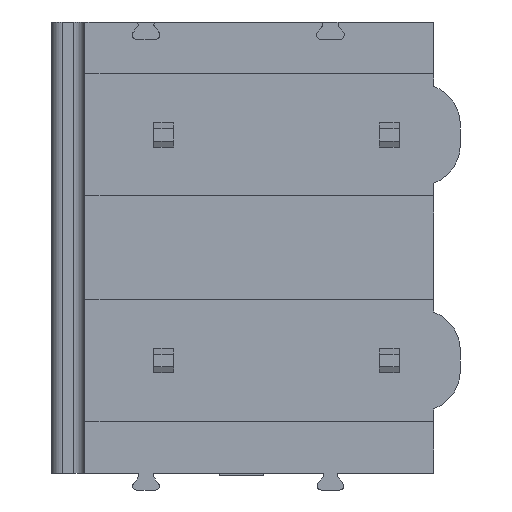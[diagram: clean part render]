
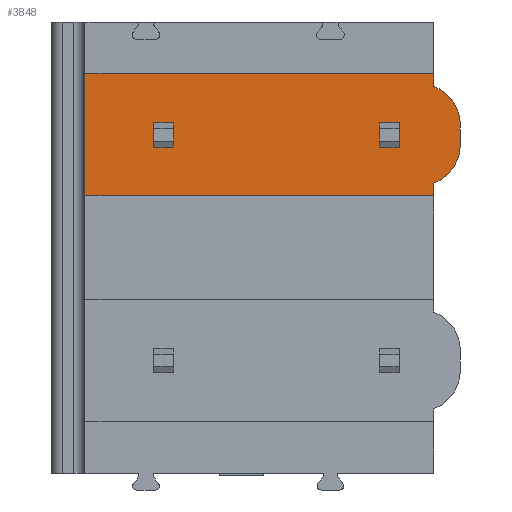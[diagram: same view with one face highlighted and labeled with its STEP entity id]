
A CAD part, front view. The second image highlights one B-rep face of the part: STEP entity #3848.
In plain terms, the highlighted planar face has unit normal (0, -1, 0).
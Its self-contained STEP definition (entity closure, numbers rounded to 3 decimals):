
#316=DIRECTION('',(0.,0.,-1.));
#317=VECTOR('',#316,5.5);
#318=CARTESIAN_POINT('',(-7.1,-14.15,12.91));
#319=LINE('',#318,#317);
#340=DIRECTION('',(1.,0.,0.));
#341=VECTOR('',#340,15.7);
#342=CARTESIAN_POINT('',(-7.1,-14.15,12.91));
#343=LINE('',#342,#341);
#344=DIRECTION('',(1.,0.,0.));
#345=VECTOR('',#344,0.9);
#346=CARTESIAN_POINT('',(-4.01,-14.15,9.61));
#347=LINE('',#346,#345);
#348=DIRECTION('',(0.,0.,1.));
#349=VECTOR('',#348,1.1);
#350=CARTESIAN_POINT('',(-3.11,-14.15,9.61));
#351=LINE('',#350,#349);
#352=DIRECTION('',(1.,0.,0.));
#353=VECTOR('',#352,0.9);
#354=CARTESIAN_POINT('',(-4.01,-14.15,10.71));
#355=LINE('',#354,#353);
#356=DIRECTION('',(0.,0.,1.));
#357=VECTOR('',#356,1.1);
#358=CARTESIAN_POINT('',(-4.01,-14.15,9.61));
#359=LINE('',#358,#357);
#360=DIRECTION('',(1.,0.,0.));
#361=VECTOR('',#360,0.9);
#362=CARTESIAN_POINT('',(6.15,-14.15,9.61));
#363=LINE('',#362,#361);
#364=DIRECTION('',(0.,0.,1.));
#365=VECTOR('',#364,1.1);
#366=CARTESIAN_POINT('',(7.05,-14.15,9.61));
#367=LINE('',#366,#365);
#368=DIRECTION('',(1.,0.,0.));
#369=VECTOR('',#368,0.9);
#370=CARTESIAN_POINT('',(6.15,-14.15,10.71));
#371=LINE('',#370,#369);
#372=DIRECTION('',(0.,0.,1.));
#373=VECTOR('',#372,1.1);
#374=CARTESIAN_POINT('',(6.15,-14.15,9.61));
#375=LINE('',#374,#373);
#412=DIRECTION('',(0.,0.,-1.));
#413=VECTOR('',#412,0.568);
#414=CARTESIAN_POINT('',(8.6,-14.15,12.91));
#415=LINE('',#414,#413);
#416=DIRECTION('',(0.,0.,-1.));
#417=VECTOR('',#416,0.568);
#418=CARTESIAN_POINT('',(8.6,-14.15,7.978));
#419=LINE('',#418,#417);
#1320=CARTESIAN_POINT('',(7.95,-14.15,10.61));
#1321=DIRECTION('',(0.,1.,0.));
#1322=DIRECTION('',(0.351,0.,0.936));
#1323=AXIS2_PLACEMENT_3D('',#1320,#1321,#1322);
#1325=DIRECTION('',(0.,0.,-1.));
#1326=VECTOR('',#1325,0.9);
#1327=CARTESIAN_POINT('',(9.8,-14.15,10.61));
#1328=LINE('',#1327,#1326);
#1333=CARTESIAN_POINT('',(7.95,-14.15,9.71));
#1334=DIRECTION('',(0.,1.,0.));
#1335=DIRECTION('',(1.,0.,0.));
#1336=AXIS2_PLACEMENT_3D('',#1333,#1334,#1335);
#2044=DIRECTION('',(1.,0.,0.));
#2045=VECTOR('',#2044,15.7);
#2046=CARTESIAN_POINT('',(-7.1,-14.15,7.41));
#2047=LINE('',#2046,#2045);
#3333=CARTESIAN_POINT('',(-7.1,-14.15,12.91));
#3334=CARTESIAN_POINT('',(8.6,-14.15,12.91));
#3335=VERTEX_POINT('',#3333);
#3336=VERTEX_POINT('',#3334);
#3337=CARTESIAN_POINT('',(-7.1,-14.15,7.41));
#3338=CARTESIAN_POINT('',(8.6,-14.15,7.41));
#3339=VERTEX_POINT('',#3337);
#3340=VERTEX_POINT('',#3338);
#3393=CARTESIAN_POINT('',(8.6,-14.15,12.342));
#3394=VERTEX_POINT('',#3393);
#3395=CARTESIAN_POINT('',(8.6,-14.15,7.978));
#3396=VERTEX_POINT('',#3395);
#3397=CARTESIAN_POINT('',(9.8,-14.15,10.61));
#3398=CARTESIAN_POINT('',(9.8,-14.15,9.71));
#3399=VERTEX_POINT('',#3397);
#3400=VERTEX_POINT('',#3398);
#3401=CARTESIAN_POINT('',(-4.01,-14.15,9.61));
#3402=CARTESIAN_POINT('',(-3.11,-14.15,9.61));
#3403=VERTEX_POINT('',#3401);
#3404=VERTEX_POINT('',#3402);
#3405=CARTESIAN_POINT('',(6.15,-14.15,9.61));
#3406=CARTESIAN_POINT('',(7.05,-14.15,9.61));
#3407=VERTEX_POINT('',#3405);
#3408=VERTEX_POINT('',#3406);
#3409=CARTESIAN_POINT('',(-4.01,-14.15,10.71));
#3410=CARTESIAN_POINT('',(-3.11,-14.15,10.71));
#3411=VERTEX_POINT('',#3409);
#3412=VERTEX_POINT('',#3410);
#3413=CARTESIAN_POINT('',(6.15,-14.15,10.71));
#3414=CARTESIAN_POINT('',(7.05,-14.15,10.71));
#3415=VERTEX_POINT('',#3413);
#3416=VERTEX_POINT('',#3414);
#3807=CARTESIAN_POINT('',(-7.1,-14.15,12.91));
#3808=DIRECTION('',(0.,1.,0.));
#3809=DIRECTION('',(0.,0.,-1.));
#3810=AXIS2_PLACEMENT_3D('',#3807,#3808,#3809);
#3811=PLANE('',#3810);
#3812=ORIENTED_EDGE('',*,*,#3797,.T.);
#3814=ORIENTED_EDGE('',*,*,#3813,.T.);
#3816=ORIENTED_EDGE('',*,*,#3815,.T.);
#3818=ORIENTED_EDGE('',*,*,#3817,.T.);
#3820=ORIENTED_EDGE('',*,*,#3819,.T.);
#3822=ORIENTED_EDGE('',*,*,#3821,.T.);
#3824=ORIENTED_EDGE('',*,*,#3823,.F.);
#3825=ORIENTED_EDGE('',*,*,#3769,.F.);
#3826=EDGE_LOOP('',(#3812,#3814,#3816,#3818,#3820,#3822,#3824,#3825));
#3827=FACE_OUTER_BOUND('',#3826,.F.);
#3829=ORIENTED_EDGE('',*,*,#3828,.T.);
#3831=ORIENTED_EDGE('',*,*,#3830,.T.);
#3833=ORIENTED_EDGE('',*,*,#3832,.F.);
#3835=ORIENTED_EDGE('',*,*,#3834,.F.);
#3836=EDGE_LOOP('',(#3829,#3831,#3833,#3835));
#3837=FACE_BOUND('',#3836,.F.);
#3839=ORIENTED_EDGE('',*,*,#3838,.T.);
#3841=ORIENTED_EDGE('',*,*,#3840,.T.);
#3843=ORIENTED_EDGE('',*,*,#3842,.F.);
#3845=ORIENTED_EDGE('',*,*,#3844,.F.);
#3846=EDGE_LOOP('',(#3839,#3841,#3843,#3845));
#3847=FACE_BOUND('',#3846,.F.);
#1324=CIRCLE('',#1323,1.85);
#1337=CIRCLE('',#1336,1.85);
#3769=EDGE_CURVE('',#3335,#3339,#319,.T.);
#3797=EDGE_CURVE('',#3335,#3336,#343,.T.);
#3813=EDGE_CURVE('',#3336,#3394,#415,.T.);
#3815=EDGE_CURVE('',#3394,#3399,#1324,.T.);
#3817=EDGE_CURVE('',#3399,#3400,#1328,.T.);
#3819=EDGE_CURVE('',#3400,#3396,#1337,.T.);
#3821=EDGE_CURVE('',#3396,#3340,#419,.T.);
#3823=EDGE_CURVE('',#3339,#3340,#2047,.T.);
#3828=EDGE_CURVE('',#3403,#3404,#347,.T.);
#3830=EDGE_CURVE('',#3404,#3412,#351,.T.);
#3832=EDGE_CURVE('',#3411,#3412,#355,.T.);
#3834=EDGE_CURVE('',#3403,#3411,#359,.T.);
#3838=EDGE_CURVE('',#3407,#3408,#363,.T.);
#3840=EDGE_CURVE('',#3408,#3416,#367,.T.);
#3842=EDGE_CURVE('',#3415,#3416,#371,.T.);
#3844=EDGE_CURVE('',#3407,#3415,#375,.T.);
#3848=ADVANCED_FACE('',(#3827,#3837,#3847),#3811,.F.);
